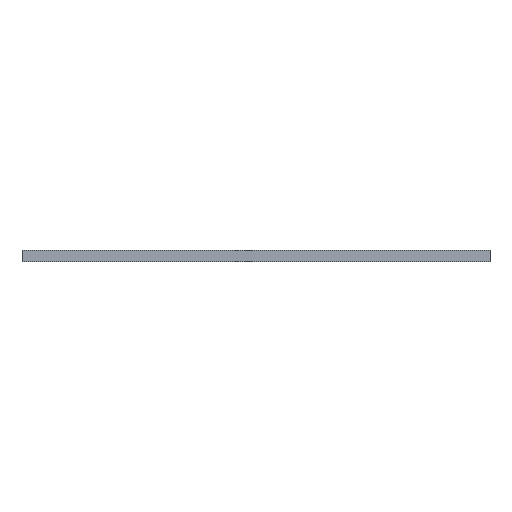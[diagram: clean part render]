
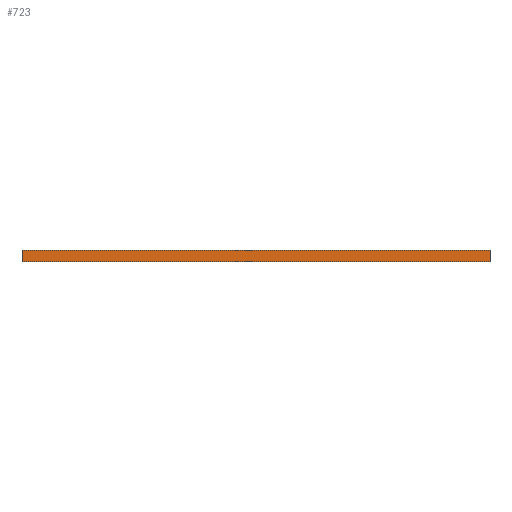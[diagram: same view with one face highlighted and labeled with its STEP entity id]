
A CAD part, left-side view. The second image highlights one B-rep face of the part: STEP entity #723.
In plain terms, the highlighted planar face has unit normal (-1, 0, 0).
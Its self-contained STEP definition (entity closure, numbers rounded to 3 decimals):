
#46 = LINE ( 'NONE', #934, #1033 ) ;
#132 = LINE ( 'NONE', #1689, #729 ) ;
#292 = EDGE_CURVE ( 'NONE', #1087, #1865, #132, .T. ) ;
#331 = VECTOR ( 'NONE', #2709, 1000. ) ;
#407 = CARTESIAN_POINT ( 'NONE',  ( 0., -2500., 0. ) ) ;
#445 = CARTESIAN_POINT ( 'NONE',  ( 0., -2500., 119.5 ) ) ;
#464 = FACE_OUTER_BOUND ( 'NONE', #819, .T. ) ;
#541 = LINE ( 'NONE', #2304, #331 ) ;
#709 = ORIENTED_EDGE ( 'NONE', *, *, #292, .F. ) ;
#723 = ADVANCED_FACE ( 'NONE', ( #464 ), #1732, .T. ) ;
#729 = VECTOR ( 'NONE', #2572, 1000. ) ;
#819 = EDGE_LOOP ( 'NONE', ( #1220, #2049, #709, #1378 ) ) ;
#934 = CARTESIAN_POINT ( 'NONE',  ( 0., -2500., 0. ) ) ;
#955 = CARTESIAN_POINT ( 'NONE',  ( 0., -2500., 119.5 ) ) ;
#1016 = LINE ( 'NONE', #955, #2653 ) ;
#1020 = EDGE_CURVE ( 'NONE', #1277, #1865, #1016, .T. ) ;
#1033 = VECTOR ( 'NONE', #2673, 1000. ) ;
#1087 = VERTEX_POINT ( 'NONE', #2832 ) ;
#1220 = ORIENTED_EDGE ( 'NONE', *, *, #2211, .T. ) ;
#1277 = VERTEX_POINT ( 'NONE', #445 ) ;
#1378 = ORIENTED_EDGE ( 'NONE', *, *, #2432, .F. ) ;
#1411 = AXIS2_PLACEMENT_3D ( 'NONE', #407, #1519, #1795 ) ;
#1519 = DIRECTION ( 'NONE',  ( -1., 0., 0. ) ) ;
#1689 = CARTESIAN_POINT ( 'NONE',  ( 0., 2500., 0. ) ) ;
#1732 = PLANE ( 'NONE',  #1411 ) ;
#1795 = DIRECTION ( 'NONE',  ( 0., 0., 1. ) ) ;
#1839 = DIRECTION ( 'NONE',  ( 0., 1., 0. ) ) ;
#1865 = VERTEX_POINT ( 'NONE', #2775 ) ;
#2049 = ORIENTED_EDGE ( 'NONE', *, *, #1020, .T. ) ;
#2211 = EDGE_CURVE ( 'NONE', #2589, #1277, #46, .T. ) ;
#2304 = CARTESIAN_POINT ( 'NONE',  ( 0., -2500., 0. ) ) ;
#2409 = CARTESIAN_POINT ( 'NONE',  ( 0., -2500., 0. ) ) ;
#2432 = EDGE_CURVE ( 'NONE', #2589, #1087, #541, .T. ) ;
#2572 = DIRECTION ( 'NONE',  ( 0., 0., 1. ) ) ;
#2589 = VERTEX_POINT ( 'NONE', #2409 ) ;
#2653 = VECTOR ( 'NONE', #1839, 1000. ) ;
#2673 = DIRECTION ( 'NONE',  ( 0., 0., 1. ) ) ;
#2709 = DIRECTION ( 'NONE',  ( 0., 1., 0. ) ) ;
#2775 = CARTESIAN_POINT ( 'NONE',  ( 0., 2500., 119.5 ) ) ;
#2832 = CARTESIAN_POINT ( 'NONE',  ( 0., 2500., 0. ) ) ;
